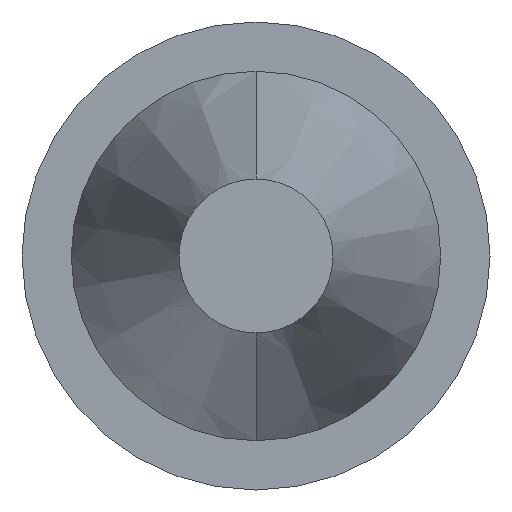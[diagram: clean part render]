
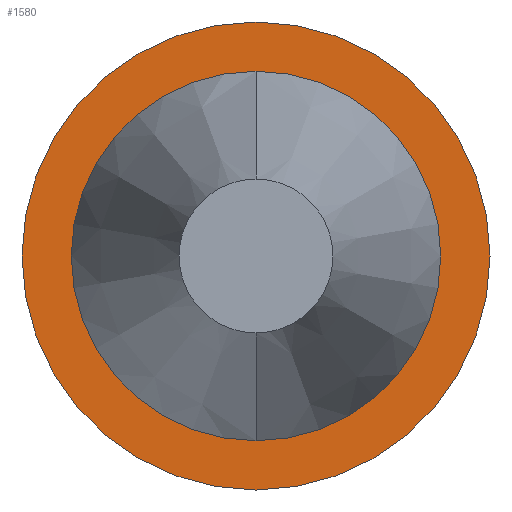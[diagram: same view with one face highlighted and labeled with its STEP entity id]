
A CAD part, front view. The second image highlights one B-rep face of the part: STEP entity #1580.
In plain terms, the highlighted planar face has unit normal (0, -1, 0).
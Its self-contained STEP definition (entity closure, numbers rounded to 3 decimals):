
#11 = CARTESIAN_POINT ( 'NONE',  ( 0., 0., -2. ) ) ;
#17 = VERTEX_POINT ( 'NONE', #1496 ) ;
#62 = EDGE_LOOP ( 'NONE', ( #1379, #1386 ) ) ;
#148 = DIRECTION ( 'NONE',  ( 0., 0., 1. ) ) ;
#153 = ORIENTED_EDGE ( 'NONE', *, *, #1014, .T. ) ;
#225 = CIRCLE ( 'NONE', #1041, 3.8 ) ;
#251 = ORIENTED_EDGE ( 'NONE', *, *, #1208, .T. ) ;
#256 = CARTESIAN_POINT ( 'NONE',  ( 0., 0., 0. ) ) ;
#265 = FACE_BOUND ( 'NONE', #464, .T. ) ;
#277 = DIRECTION ( 'NONE',  ( 0., 0., 1. ) ) ;
#296 = EDGE_CURVE ( 'NONE', #17, #623, #1197, .T. ) ;
#365 = CARTESIAN_POINT ( 'NONE',  ( 0., 0., -3.8 ) ) ;
#393 = CIRCLE ( 'NONE', #401, 2. ) ;
#401 = AXIS2_PLACEMENT_3D ( 'NONE', #1505, #1641, #1774 ) ;
#464 = EDGE_LOOP ( 'NONE', ( #251, #153 ) ) ;
#536 = CARTESIAN_POINT ( 'NONE',  ( 0., 0., 2. ) ) ;
#563 = AXIS2_PLACEMENT_3D ( 'NONE', #256, #1193, #639 ) ;
#623 = VERTEX_POINT ( 'NONE', #365 ) ;
#639 = DIRECTION ( 'NONE',  ( 0., 0., 1. ) ) ;
#651 = DIRECTION ( 'NONE',  ( 0., 1., 0. ) ) ;
#695 = VERTEX_POINT ( 'NONE', #11 ) ;
#722 = DIRECTION ( 'NONE',  ( 0., 0., 1. ) ) ;
#740 = CIRCLE ( 'NONE', #563, 2. ) ;
#901 = AXIS2_PLACEMENT_3D ( 'NONE', #933, #651, #277 ) ;
#933 = CARTESIAN_POINT ( 'NONE',  ( 0., 0., 0. ) ) ;
#1014 = EDGE_CURVE ( 'NONE', #695, #1221, #740, .T. ) ;
#1041 = AXIS2_PLACEMENT_3D ( 'NONE', #1095, #1382, #148 ) ;
#1091 = PLANE ( 'NONE',  #901 ) ;
#1095 = CARTESIAN_POINT ( 'NONE',  ( 0., 0., 0. ) ) ;
#1193 = DIRECTION ( 'NONE',  ( 0., 1., 0. ) ) ;
#1197 = CIRCLE ( 'NONE', #1524, 3.8 ) ;
#1208 = EDGE_CURVE ( 'NONE', #1221, #695, #393, .T. ) ;
#1221 = VERTEX_POINT ( 'NONE', #536 ) ;
#1285 = FACE_OUTER_BOUND ( 'NONE', #62, .T. ) ;
#1300 = DIRECTION ( 'NONE',  ( 0., 1., 0. ) ) ;
#1379 = ORIENTED_EDGE ( 'NONE', *, *, #1489, .F. ) ;
#1382 = DIRECTION ( 'NONE',  ( 0., 1., 0. ) ) ;
#1386 = ORIENTED_EDGE ( 'NONE', *, *, #296, .F. ) ;
#1489 = EDGE_CURVE ( 'NONE', #623, #17, #225, .T. ) ;
#1496 = CARTESIAN_POINT ( 'NONE',  ( 0., 0., 3.8 ) ) ;
#1505 = CARTESIAN_POINT ( 'NONE',  ( 0., 0., 0. ) ) ;
#1524 = AXIS2_PLACEMENT_3D ( 'NONE', #1578, #1300, #722 ) ;
#1578 = CARTESIAN_POINT ( 'NONE',  ( 0., 0., 0. ) ) ;
#1580 = ADVANCED_FACE ( 'NONE', ( #265, #1285 ), #1091, .F. ) ;
#1641 = DIRECTION ( 'NONE',  ( 0., 1., 0. ) ) ;
#1774 = DIRECTION ( 'NONE',  ( 0., 0., 1. ) ) ;
